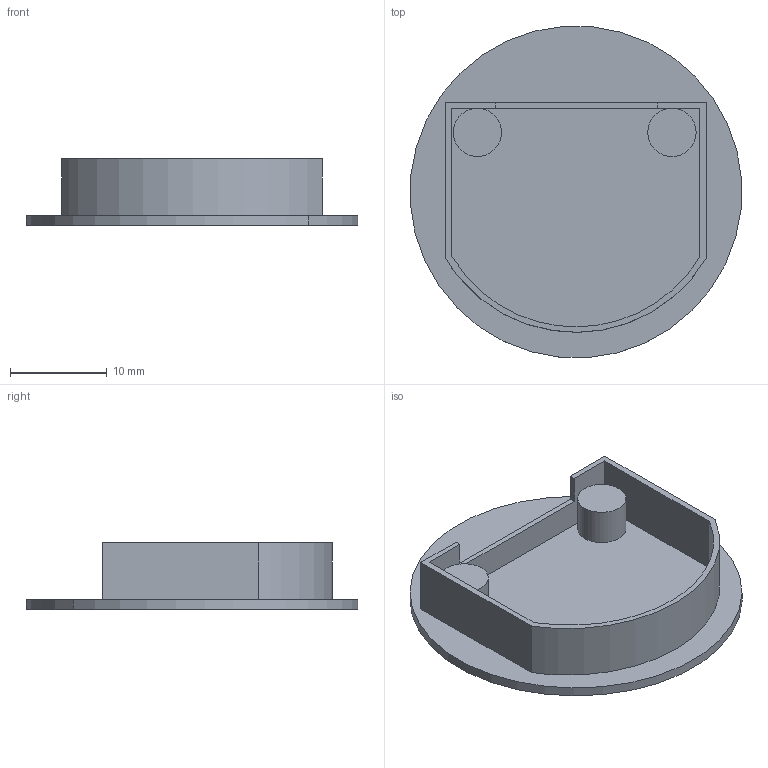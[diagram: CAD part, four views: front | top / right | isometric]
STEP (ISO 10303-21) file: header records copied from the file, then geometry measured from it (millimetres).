
FILE_DESCRIPTION(/* description */ (''),/* implementation_level */ '2;1');
FILE_NAME(/* name */ 'collar-base',/* time_stamp */ '2024-12-10T19:41:52Z',/* author */ (''),/* organization */ (''),/* preprocessor_version */ 'ST-DEVELOPER v19.2',/* originating_system */ 'Rhino 8.13',/* authorisation */ '');
FILE_SCHEMA (('AP242_MANAGED_MODEL_BASED_3D_ENGINEERING_MIM_LF { 1 0 10303 442 3 1 4 }'));
Length unit declared in the file: millimetre
Products named in the file (1): Document
Bounding box: 34.24 x 34.24 x 6.89 mm (x, y, z)
Volume: 1366.2 mm3; surface area: 3225.1 mm2
Topology: 4 solids, 4 shells, 25 faces, 54 edges, 36 vertices
Faces by surface type: plane 17, cylinder 6, bspline 2
Entity records: 681 total; most frequent: CARTESIAN_POINT 213, ORIENTED_EDGE 108, EDGE_CURVE 54, DIRECTION 51, AXIS2_PLACEMENT_3D 37, VERTEX_POINT 36, B_SPLINE_CURVE_WITH_KNOTS 30, EDGE_LOOP 26
